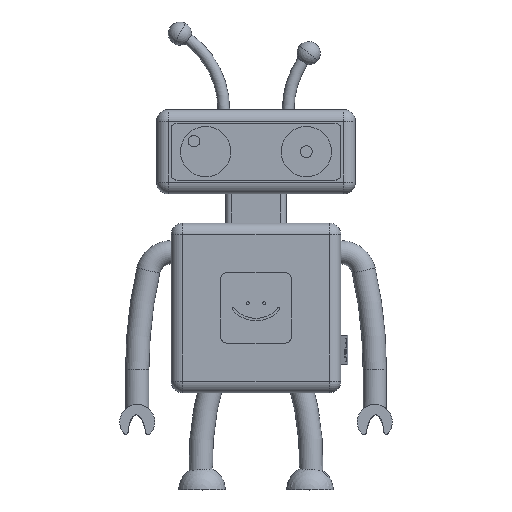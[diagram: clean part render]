
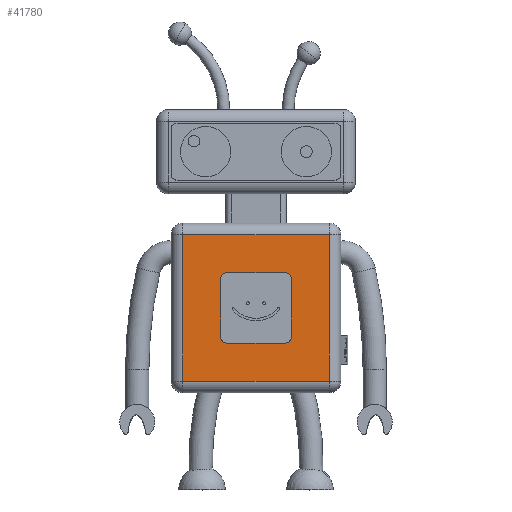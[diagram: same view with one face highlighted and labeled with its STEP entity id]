
A CAD part, top view. The second image highlights one B-rep face of the part: STEP entity #41780.
In plain terms, the highlighted planar face has unit normal (0, 0, 1).
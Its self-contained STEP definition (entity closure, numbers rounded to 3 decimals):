
#40690=CARTESIAN_POINT('',(0.,0.,72.));
#40700=DIRECTION('',(0.,0.,1.));
#40710=DIRECTION('',(1.,0.,0.));
#40720=AXIS2_PLACEMENT_3D('',#40690,#40700,#40710);
#40730=PLANE('',#40720);
#40740=CARTESIAN_POINT('',(97.5,47.5,72.));
#40750=DIRECTION('',(0.,0.,1.));
#40760=DIRECTION('',(1.,0.,0.));
#40770=AXIS2_PLACEMENT_3D('',#40740,#40750,#40760);
#40780=CIRCLE('',#40770,5.);
#40790=CARTESIAN_POINT('',(97.5,42.5,72.));
#40800=VERTEX_POINT('',#40790);
#40810=CARTESIAN_POINT('',(102.5,47.5,72.));
#40820=VERTEX_POINT('',#40810);
#40830=EDGE_CURVE('',#40800,#40820,#40780,.T.);
#40840=ORIENTED_EDGE('',*,*,#40830,.F.);
#40850=CARTESIAN_POINT('',(102.5,0.,72.));
#40860=DIRECTION('',(0.,-1.,0.));
#40870=VECTOR('',#40860,1.);
#40880=LINE('',#40850,#40870);
#40890=CARTESIAN_POINT('',(102.5,97.5,72.));
#40900=VERTEX_POINT('',#40890);
#40910=EDGE_CURVE('',#40900,#40820,#40880,.T.);
#40920=ORIENTED_EDGE('',*,*,#40910,.T.);
#40930=CARTESIAN_POINT('',(97.5,97.5,72.));
#40940=DIRECTION('',(0.,0.,1.));
#40950=DIRECTION('',(1.,0.,0.));
#40960=AXIS2_PLACEMENT_3D('',#40930,#40940,#40950);
#40970=CIRCLE('',#40960,5.);
#40980=CARTESIAN_POINT('',(97.5,102.5,72.));
#40990=VERTEX_POINT('',#40980);
#41000=EDGE_CURVE('',#40900,#40990,#40970,.T.);
#41010=ORIENTED_EDGE('',*,*,#41000,.F.);
#41020=CARTESIAN_POINT('',(0.,102.5,72.));
#41030=DIRECTION('',(1.,0.,0.));
#41040=VECTOR('',#41030,1.);
#41050=LINE('',#41020,#41040);
#41060=CARTESIAN_POINT('',(47.5,102.5,72.));
#41070=VERTEX_POINT('',#41060);
#41080=EDGE_CURVE('',#41070,#40990,#41050,.T.);
#41090=ORIENTED_EDGE('',*,*,#41080,.T.);
#41100=CARTESIAN_POINT('',(47.5,97.5,72.));
#41110=DIRECTION('',(0.,0.,-1.));
#41120=DIRECTION('',(-1.,0.,0.));
#41130=AXIS2_PLACEMENT_3D('',#41100,#41110,#41120);
#41140=CIRCLE('',#41130,5.);
#41150=CARTESIAN_POINT('',(42.5,97.5,72.));
#41160=VERTEX_POINT('',#41150);
#41170=EDGE_CURVE('',#41160,#41070,#41140,.T.);
#41180=ORIENTED_EDGE('',*,*,#41170,.T.);
#41190=CARTESIAN_POINT('',(42.5,0.,72.));
#41200=DIRECTION('',(0.,1.,0.));
#41210=VECTOR('',#41200,1.);
#41220=LINE('',#41190,#41210);
#41230=CARTESIAN_POINT('',(42.5,47.5,72.));
#41240=VERTEX_POINT('',#41230);
#41250=EDGE_CURVE('',#41240,#41160,#41220,.T.);
#41260=ORIENTED_EDGE('',*,*,#41250,.T.);
#41270=CARTESIAN_POINT('',(47.5,47.5,72.));
#41280=DIRECTION('',(0.,0.,1.));
#41290=DIRECTION('',(1.,0.,0.));
#41300=AXIS2_PLACEMENT_3D('',#41270,#41280,#41290);
#41310=CIRCLE('',#41300,5.);
#41320=CARTESIAN_POINT('',(47.5,42.5,72.));
#41330=VERTEX_POINT('',#41320);
#41340=EDGE_CURVE('',#41240,#41330,#41310,.T.);
#41350=ORIENTED_EDGE('',*,*,#41340,.F.);
#41360=CARTESIAN_POINT('',(0.,42.5,72.));
#41370=DIRECTION('',(-1.,0.,0.));
#41380=VECTOR('',#41370,1.);
#41390=LINE('',#41360,#41380);
#41400=EDGE_CURVE('',#40800,#41330,#41390,.T.);
#41410=ORIENTED_EDGE('',*,*,#41400,.T.);
#41420=EDGE_LOOP('',(#41410,#41350,#41260,#41180,#41090,#41010,#40920,
#40840));
#41430=FACE_BOUND('',#41420,.T.);
#41440=CARTESIAN_POINT('',(0.,135.,72.));
#41450=DIRECTION('',(1.,0.,0.));
#41460=VECTOR('',#41450,1.);
#41470=LINE('',#41440,#41460);
#41480=CARTESIAN_POINT('',(10.,135.,72.));
#41490=VERTEX_POINT('',#41480);
#41500=CARTESIAN_POINT('',(135.,135.,72.));
#41510=VERTEX_POINT('',#41500);
#41520=EDGE_CURVE('',#41490,#41510,#41470,.T.);
#41530=ORIENTED_EDGE('',*,*,#41520,.F.);
#41540=CARTESIAN_POINT('',(135.,0.,72.));
#41550=DIRECTION('',(0.,-1.,0.));
#41560=VECTOR('',#41550,1.);
#41570=LINE('',#41540,#41560);
#41580=CARTESIAN_POINT('',(135.,10.,72.));
#41590=VERTEX_POINT('',#41580);
#41600=EDGE_CURVE('',#41510,#41590,#41570,.T.);
#41610=ORIENTED_EDGE('',*,*,#41600,.F.);
#41620=CARTESIAN_POINT('',(0.,10.,72.));
#41630=DIRECTION('',(-1.,0.,0.));
#41640=VECTOR('',#41630,1.);
#41650=LINE('',#41620,#41640);
#41660=CARTESIAN_POINT('',(10.,10.,72.));
#41670=VERTEX_POINT('',#41660);
#41680=EDGE_CURVE('',#41590,#41670,#41650,.T.);
#41690=ORIENTED_EDGE('',*,*,#41680,.F.);
#41700=CARTESIAN_POINT('',(10.,0.,72.));
#41710=DIRECTION('',(0.,1.,0.));
#41720=VECTOR('',#41710,1.);
#41730=LINE('',#41700,#41720);
#41740=EDGE_CURVE('',#41670,#41490,#41730,.T.);
#41750=ORIENTED_EDGE('',*,*,#41740,.F.);
#41760=EDGE_LOOP('',(#41750,#41690,#41610,#41530));
#41770=FACE_OUTER_BOUND('',#41760,.T.);
#41780=ADVANCED_FACE('',(#41430,#41770),#40730,.T.);
